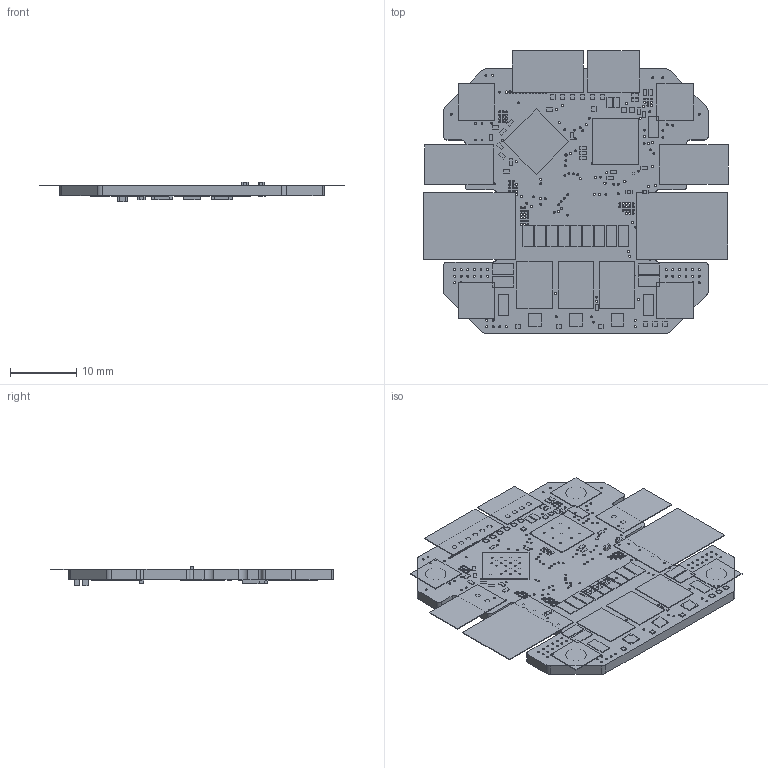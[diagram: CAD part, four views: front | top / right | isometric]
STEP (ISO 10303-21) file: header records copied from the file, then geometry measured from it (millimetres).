
FILE_DESCRIPTION(/* description */ (''),/* implementation_level */ '2;1');
FILE_NAME(/* name */ '59016b57-a25c-43d7-adc8-ef9e95a087a1.zip.stp',/* time_stamp */ '2023-10-09T06:28:06Z',/* author */ (''),/* organization */ (''),/* preprocessor_version */ 'ST-DEVELOPER v20',/* originating_system */ 'Autodesk Translation Framework v12.14.0.127',/* authorisation */ '');
FILE_SCHEMA (('AUTOMOTIVE_DESIGN { 1 0 10303 214 3 1 1 }'));
Length unit declared in the file: millimetre
Products named in the file (28): OpenLegDrive_G4; PCB Component; Board; 2k; AS5147; 0.1uF; DRV8323RS; SHORTT5; PAD16AWG_PAD; SRN4018-220M; MF-DIO-SMA-B140; MF-LED-0603-RED; 10uF 50V; PAD24AWG_PAD; STM32G474CEU6; MOUNT; STL260N; XT30_DUAL_MOUNT; XT30_DUAL_MOUNT_FLIPPED; JST-PH-DOUBLE-2-PIN; 0.5m; .1 uF; MCP2542; S4B-ZR(LF)(SN); S6B-ZR(LF)(SN); LDFM; 1uf; 22uf
Assembly tree (104 placements, depth 3):
  OpenLegDrive_G4
    PCB Component
      Board
      2k  x14
      AS5147
      0.1uF  x17
      DRV8323RS
      SHORTT5  x3
      PAD16AWG_PAD  x3
      SRN4018-220M
      MF-DIO-SMA-B140
      MF-LED-0603-RED  x2
      10uF 50V  x17
      PAD24AWG_PAD  x15
      STM32G474CEU6
      MOUNT  x4
      STL260N  x6
      XT30_DUAL_MOUNT
      XT30_DUAL_MOUNT_FLIPPED
      JST-PH-DOUBLE-2-PIN  x2
      0.5m  x3
      .1 uF  x2
      MCP2542
      S4B-ZR(LF)(SN)
      S6B-ZR(LF)(SN)
      LDFM
      1uf
      22uf  x2
Bounding box: 46.03 x 42.77 x 3 mm (x, y, z)
Volume: 2016.2 mm3; surface area: 5887.3 mm2
Topology: 103 solids, 103 shells, 1119 faces, 2685 edges, 1774 vertices
Faces by surface type: plane 704, cylinder 399, sphere 16
Full cylindrical faces by diameter (mm): 0.3 x298, 0.35 x17, 0.7 x19, 0.737 x4, 0.762 x6, 1.9 x3, 3.1 x4
Entity records: 23190 total; most frequent: DIRECTION 3977, CARTESIAN_POINT 3516, ORIENTED_EDGE 3330, EDGE_CURVE 1665, AXIS2_PLACEMENT_3D 1555, EDGE_LOOP 1329, VERTEX_POINT 1094, LINE 867
